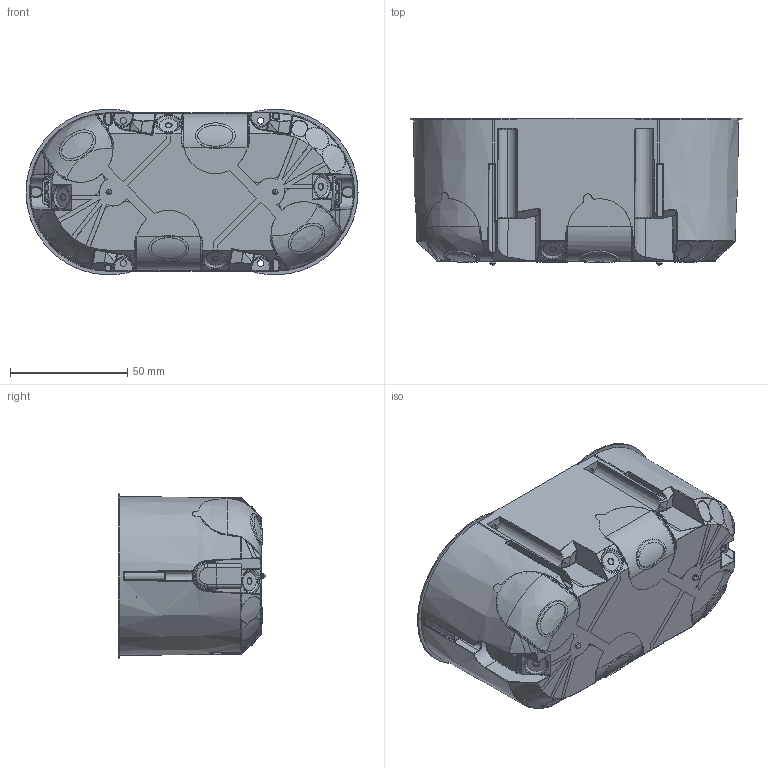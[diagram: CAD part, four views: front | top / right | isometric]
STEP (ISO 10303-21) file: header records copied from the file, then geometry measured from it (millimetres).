
FILE_DESCRIPTION (( 'STEP AP214' ), '1' );
FILE_NAME ('2003826.STEP', '2025-03-07T09:32:16', ( '' ), ( '' ), 'SwSTEP 2.0', 'SolidWorks 2024', '' );
FILE_SCHEMA (( 'AUTOMOTIVE_DESIGN' ));
Length unit declared in the file: millimetre
Products named in the file (4): 167031_Standard; 166951_Article; 2003826; 167020_Standard
Assembly tree (3 placements, depth 2):
  2003826
    166951_Article
    167020_Standard
    167031_Standard
Bounding box: 141.8 x 63 x 70.8 mm (x, y, z)
Volume: 51418.5 mm3; surface area: 94341.3 mm2
Topology: 5 solids, 5 shells, 4140 faces, 10399 edges, 6109 vertices
Faces by surface type: bspline 1135, plane 1056, cylinder 963, cone 386, sphere 324, torus 276
Entity records: 162105 total; most frequent: CARTESIAN_POINT 75377, ORIENTED_EDGE 20328, DIRECTION 15407, EDGE_CURVE 10164, VERTEX_POINT 6088, AXIS2_PLACEMENT_3D 5951, EDGE_LOOP 4242, ADVANCED_FACE 4140
